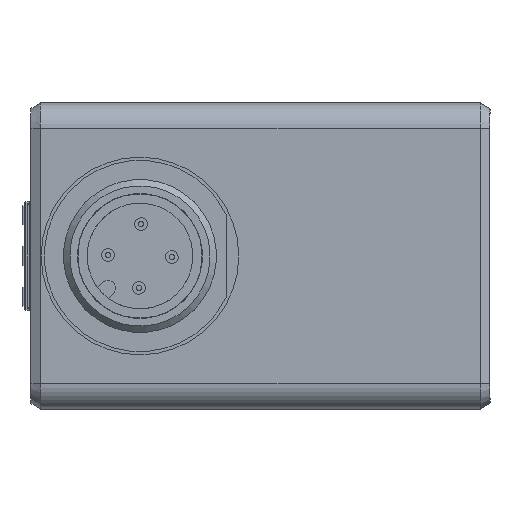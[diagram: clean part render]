
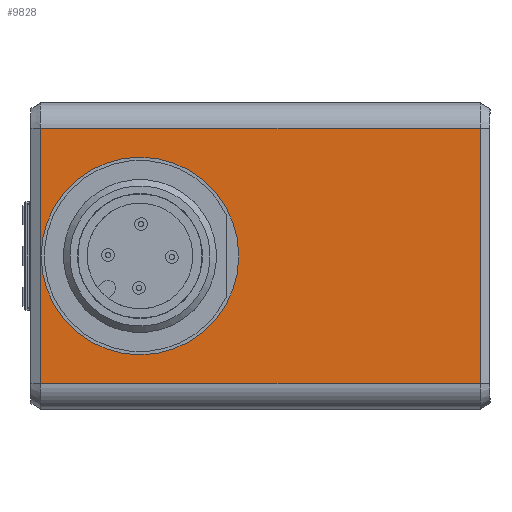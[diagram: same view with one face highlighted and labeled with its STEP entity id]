
A CAD part, left-side view. The second image highlights one B-rep face of the part: STEP entity #9828.
In plain terms, the highlighted planar face has unit normal (-1, 0, 0).
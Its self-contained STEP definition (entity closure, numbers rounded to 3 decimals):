
#424=CIRCLE('',#10484,7.75);
#758=FACE_BOUND('',#1531,.T.);
#946=FACE_OUTER_BOUND('',#1530,.T.);
#1530=EDGE_LOOP('',(#6864,#6865,#6866,#6867));
#1531=EDGE_LOOP('',(#6868));
#2342=LINE('',#14821,#3272);
#2343=LINE('',#14824,#3273);
#2344=LINE('',#14826,#3274);
#2345=LINE('',#14827,#3275);
#3272=VECTOR('',#11957,10.);
#3273=VECTOR('',#11960,10.);
#3274=VECTOR('',#11961,10.);
#3275=VECTOR('',#11962,10.);
#4132=VERTEX_POINT('',#14817);
#4133=VERTEX_POINT('',#14819);
#4134=VERTEX_POINT('',#14823);
#4135=VERTEX_POINT('',#14825);
#4136=VERTEX_POINT('',#14828);
#5133=EDGE_CURVE('',#4133,#4132,#2342,.T.);
#5134=EDGE_CURVE('',#4132,#4134,#2343,.T.);
#5135=EDGE_CURVE('',#4135,#4133,#2344,.T.);
#5136=EDGE_CURVE('',#4134,#4135,#2345,.T.);
#5137=EDGE_CURVE('',#4136,#4136,#424,.T.);
#6864=ORIENTED_EDGE('',*,*,#5134,.F.);
#6865=ORIENTED_EDGE('',*,*,#5133,.F.);
#6866=ORIENTED_EDGE('',*,*,#5135,.F.);
#6867=ORIENTED_EDGE('',*,*,#5136,.F.);
#6868=ORIENTED_EDGE('',*,*,#5137,.T.);
#8998=PLANE('',#10483);
#9828=ADVANCED_FACE('',(#946,#758),#8998,.F.);
#10483=AXIS2_PLACEMENT_3D('',#14822,#11958,#11959);
#10484=AXIS2_PLACEMENT_3D('',#14829,#11963,#11964);
#11957=DIRECTION('',(0.,1.,0.));
#11958=DIRECTION('center_axis',(1.,0.,0.));
#11959=DIRECTION('ref_axis',(0.,0.,-1.));
#11960=DIRECTION('',(0.,0.,1.));
#11961=DIRECTION('',(0.,0.,-1.));
#11962=DIRECTION('',(0.,-1.,0.));
#11963=DIRECTION('center_axis',(1.,0.,0.));
#11964=DIRECTION('ref_axis',(0.,0.,1.));
#14817=CARTESIAN_POINT('',(-50.,12.25,-22.));
#14819=CARTESIAN_POINT('',(-50.,-22.25,-22.));
#14821=CARTESIAN_POINT('',(-50.,-6.5,-22.));
#14822=CARTESIAN_POINT('Origin',(-50.,11.5,-23.));
#14823=CARTESIAN_POINT('',(-50.,12.25,-2.));
#14824=CARTESIAN_POINT('',(-50.,12.25,-11.5));
#14825=CARTESIAN_POINT('',(-50.,-22.25,-2.));
#14826=CARTESIAN_POINT('',(-50.,-22.25,0.));
#14827=CARTESIAN_POINT('',(-50.,-6.5,-2.));
#14828=CARTESIAN_POINT('',(-50.,4.45,-19.75));
#14829=CARTESIAN_POINT('Origin',(-50.,4.45,-12.));
